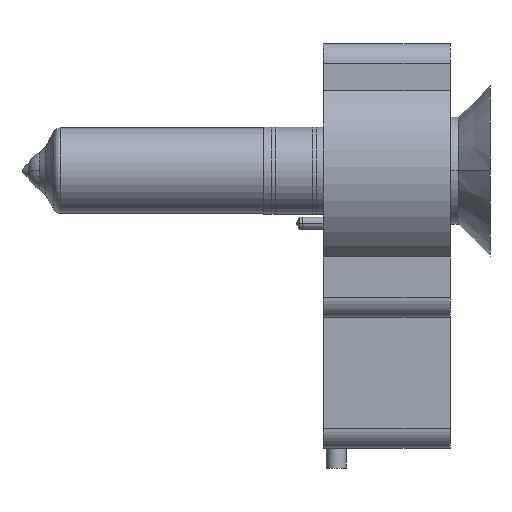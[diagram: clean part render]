
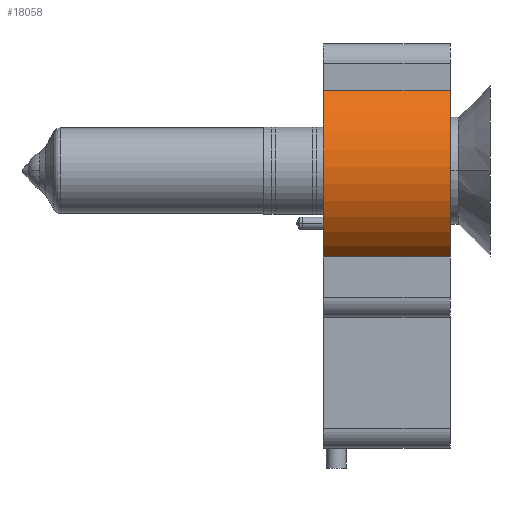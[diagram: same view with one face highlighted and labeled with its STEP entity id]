
A CAD part, front view. The second image highlights one B-rep face of the part: STEP entity #18058.
In plain terms, the highlighted cylindrical face has radius 27 mm (diameter 54 mm), a partial arc.
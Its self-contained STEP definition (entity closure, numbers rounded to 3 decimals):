
#358 = DIRECTION ( 'NONE',  ( 0., 0., 1. ) ) ;
#559 = CYLINDRICAL_SURFACE ( 'NONE', #5836, 27. ) ;
#1230 = CARTESIAN_POINT ( 'NONE',  ( 0., 0., -32. ) ) ;
#1256 = CARTESIAN_POINT ( 'NONE',  ( -16., 21.749, 0. ) ) ;
#1733 = CARTESIAN_POINT ( 'NONE',  ( 0., 0., -32. ) ) ;
#2517 = EDGE_CURVE ( 'NONE', #8424, #5668, #9982, .T. ) ;
#3151 = CARTESIAN_POINT ( 'NONE',  ( -18., -20.125, -32. ) ) ;
#3204 = CARTESIAN_POINT ( 'NONE',  ( -16., 21.749, -32. ) ) ;
#3273 = DIRECTION ( 'NONE',  ( 0., 0., 1. ) ) ;
#3860 = ORIENTED_EDGE ( 'NONE', *, *, #9749, .F. ) ;
#4165 = EDGE_CURVE ( 'NONE', #11577, #5668, #10103, .T. ) ;
#4781 = DIRECTION ( 'NONE',  ( 0., 0., 1. ) ) ;
#5668 = VERTEX_POINT ( 'NONE', #6169 ) ;
#5786 = CARTESIAN_POINT ( 'NONE',  ( -18., -20.125, -32. ) ) ;
#5836 = AXIS2_PLACEMENT_3D ( 'NONE', #1230, #17625, #14618 ) ;
#6040 = VECTOR ( 'NONE', #358, 1000. ) ;
#6111 = FACE_OUTER_BOUND ( 'NONE', #11715, .T. ) ;
#6169 = CARTESIAN_POINT ( 'NONE',  ( -18., -20.125, 0. ) ) ;
#6188 = EDGE_CURVE ( 'NONE', #17341, #8424, #7231, .T. ) ;
#6387 = VECTOR ( 'NONE', #4781, 1000. ) ;
#7231 = CIRCLE ( 'NONE', #10065, 27. ) ;
#8123 = ORIENTED_EDGE ( 'NONE', *, *, #4165, .F. ) ;
#8424 = VERTEX_POINT ( 'NONE', #5786 ) ;
#9749 = EDGE_CURVE ( 'NONE', #17341, #11577, #14285, .T. ) ;
#9982 = LINE ( 'NONE', #3151, #6040 ) ;
#10065 = AXIS2_PLACEMENT_3D ( 'NONE', #1733, #18002, #10619 ) ;
#10103 = CIRCLE ( 'NONE', #12790, 27. ) ;
#10619 = DIRECTION ( 'NONE',  ( 1., 0., 0. ) ) ;
#10950 = CARTESIAN_POINT ( 'NONE',  ( -16., 21.749, -32. ) ) ;
#11577 = VERTEX_POINT ( 'NONE', #1256 ) ;
#11715 = EDGE_LOOP ( 'NONE', ( #8123, #3860, #16026, #17330 ) ) ;
#12101 = CARTESIAN_POINT ( 'NONE',  ( 0., 0., 0. ) ) ;
#12790 = AXIS2_PLACEMENT_3D ( 'NONE', #12101, #3273, #13598 ) ;
#13598 = DIRECTION ( 'NONE',  ( 1., 0., 0. ) ) ;
#14285 = LINE ( 'NONE', #10950, #6387 ) ;
#14618 = DIRECTION ( 'NONE',  ( 1., 0., 0. ) ) ;
#16026 = ORIENTED_EDGE ( 'NONE', *, *, #6188, .T. ) ;
#17330 = ORIENTED_EDGE ( 'NONE', *, *, #2517, .T. ) ;
#17341 = VERTEX_POINT ( 'NONE', #3204 ) ;
#17625 = DIRECTION ( 'NONE',  ( 0., 0., 1. ) ) ;
#18002 = DIRECTION ( 'NONE',  ( 0., 0., 1. ) ) ;
#18058 = ADVANCED_FACE ( 'NONE', ( #6111 ), #559, .T. ) ;
